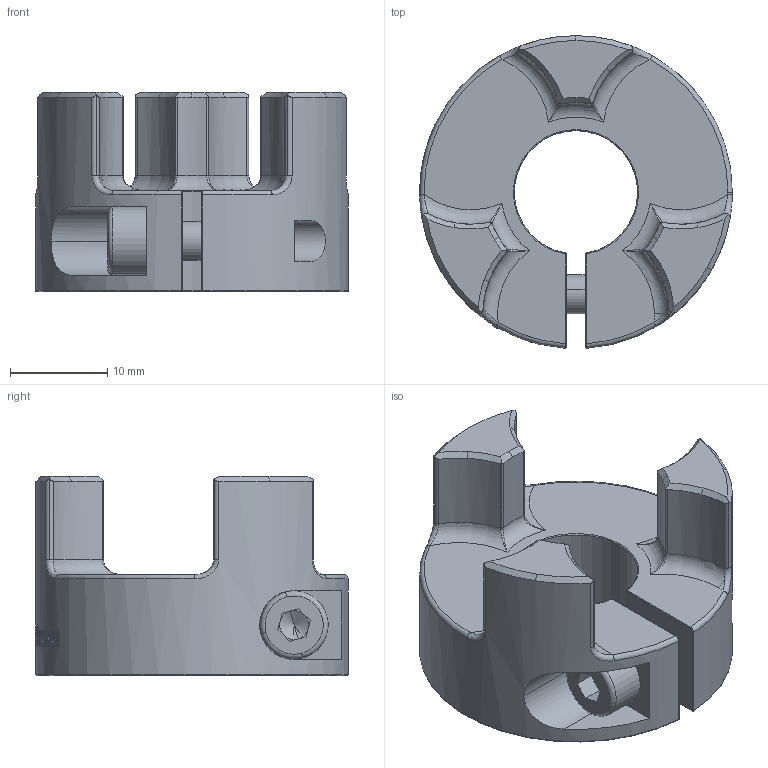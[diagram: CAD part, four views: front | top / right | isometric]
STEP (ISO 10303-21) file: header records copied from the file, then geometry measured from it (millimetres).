
FILE_DESCRIPTION(/* description */ ('Alibre Inc.'),/* implementation_level */ '2;1');
FILE_NAME(/* name */ 'export-4AF3A5A7-5677-4EAC-9673-6DD4D55F448D',/* time_stamp */ '2021-09-14T12:03:02+02:00',/* author */ (''),/* organization */ (''),/* preprocessor_version */ 'ST-DEVELOPER v17',/* originating_system */ 'Alibre',/* authorisation */ '');
FILE_SCHEMA (('AUTOMOTIVE_DESIGN'));
Length unit declared in the file: millimetre
Products named in the file (3): 813 DIN 912 metric bolts M4x12
Bounding box: 32.2 x 32.16 x 20.5 mm (x, y, z)
Volume: 8269.9 mm3; surface area: 4361.8 mm2
Topology: 2 solids, 2 shells, 316 faces, 854 edges, 544 vertices
Faces by surface type: bspline 103, plane 79, cylinder 76, cone 28, torus 24, sphere 6
Full cylindrical faces by diameter (mm): 3.242 x1, 4.1 x1
Entity records: 20933 total; most frequent: CARTESIAN_POINT 14241, ORIENTED_EDGE 1680, DIRECTION 868, EDGE_CURVE 840, VERTEX_POINT 544, B_SPLINE_CURVE_WITH_KNOTS 418, AXIS2_PLACEMENT_3D 371, EDGE_LOOP 336
